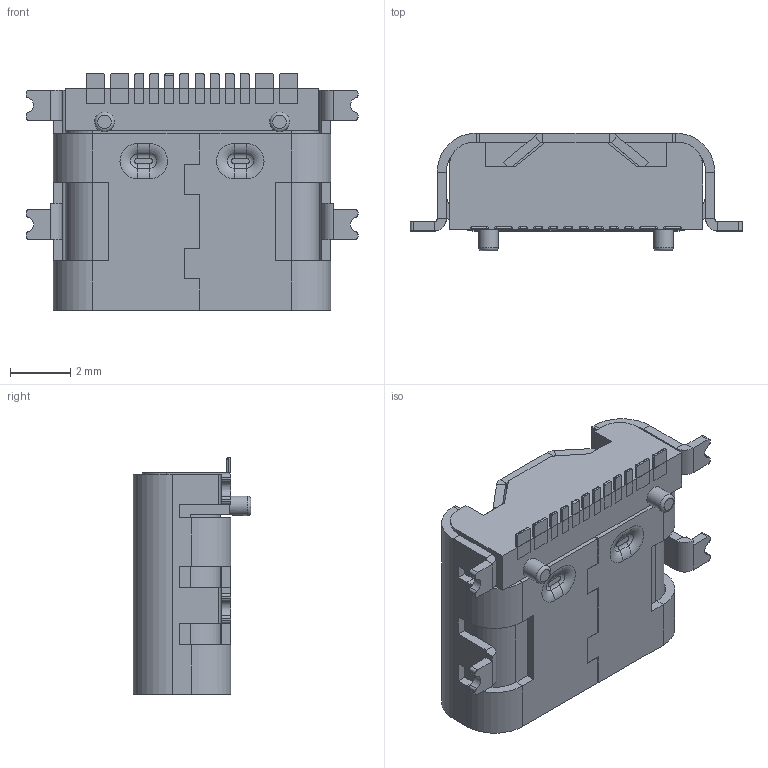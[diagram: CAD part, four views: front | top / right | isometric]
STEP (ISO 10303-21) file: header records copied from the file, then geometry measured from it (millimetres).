
FILE_DESCRIPTION(('FreeCAD Model'),'2;1');
FILE_NAME('Open CASCADE Shape Model','2023-09-27T10:05:27',( 'kicad StepUp'),('ksu MCAD'),'Open CASCADE STEP processor 7.6', 'FreeCAD','Unknown');
FILE_SCHEMA(('AUTOMOTIVE_DESIGN { 1 0 10303 214 1 1 1 1 }'));
Length unit declared in the file: millimetre
Products named in the file (39): USB_type_C_smd_12ps038; USB_type_C_smd_12ps; USB_type_C_smd_12ps001; USB_type_C_smd_12ps002; USB_type_C_smd_12ps003; USB_type_C_smd_12ps004; USB_type_C_smd_12ps005; USB_type_C_smd_12ps006; USB_type_C_smd_12ps007; USB_type_C_smd_12ps008; USB_type_C_smd_12ps009; USB_type_C_smd_12ps010; USB_type_C_smd_12ps011; USB_type_C_smd_12ps012; USB_type_C_smd_12ps013; USB_type_C_smd_12ps014; USB_type_C_smd_12ps015; USB_type_C_smd_12ps016; USB_type_C_smd_12ps017; USB_type_C_smd_12ps018; USB_type_C_smd_12ps019; USB_type_C_smd_12ps020; USB_type_C_smd_12ps021; USB_type_C_smd_12ps022; USB_type_C_smd_12ps023; USB_type_C_smd_12ps024; USB_type_C_smd_12ps025; USB_type_C_smd_12ps026; USB_type_C_smd_12ps027; USB_type_C_smd_12ps028; USB_type_C_smd_12ps029; USB_type_C_smd_12ps030; USB_type_C_smd_12ps031; USB_type_C_smd_12ps032; USB_type_C_smd_12ps033; USB_type_C_smd_12ps034; USB_type_C_smd_12ps035; USB_type_C_smd_12ps036; USB_type_C_smd_12ps037
Assembly tree (38 placements, depth 2):
  USB_type_C_smd_12ps038
    USB_type_C_smd_12ps
    USB_type_C_smd_12ps001
    USB_type_C_smd_12ps002
    USB_type_C_smd_12ps003
    USB_type_C_smd_12ps004
    USB_type_C_smd_12ps005
    USB_type_C_smd_12ps006
    USB_type_C_smd_12ps007
    USB_type_C_smd_12ps008
    USB_type_C_smd_12ps009
    USB_type_C_smd_12ps010
    USB_type_C_smd_12ps011
    USB_type_C_smd_12ps012
    USB_type_C_smd_12ps013
    USB_type_C_smd_12ps014
    USB_type_C_smd_12ps015
    USB_type_C_smd_12ps016
    USB_type_C_smd_12ps017
    USB_type_C_smd_12ps018
    USB_type_C_smd_12ps019
    USB_type_C_smd_12ps020
    USB_type_C_smd_12ps021
    USB_type_C_smd_12ps022
    USB_type_C_smd_12ps023
    USB_type_C_smd_12ps024
    USB_type_C_smd_12ps025
    USB_type_C_smd_12ps026
    USB_type_C_smd_12ps027
    USB_type_C_smd_12ps028
    USB_type_C_smd_12ps029
    USB_type_C_smd_12ps030
    USB_type_C_smd_12ps031
    USB_type_C_smd_12ps032
    USB_type_C_smd_12ps033
    USB_type_C_smd_12ps034
    USB_type_C_smd_12ps035
    USB_type_C_smd_12ps036
    USB_type_C_smd_12ps037
Bounding box: 11 x 3.9 x 7.85 mm (x, y, z)
Volume: 134.2 mm3; surface area: 817.1 mm2
Topology: 38 solids, 38 shells, 641 faces, 1473 edges, 890 vertices
Faces by surface type: plane 410, cylinder 173, sphere 24, torus 18, revolution 16
Full cylindrical faces by diameter (mm): 0.65 x2
Entity records: 18679 total; most frequent: CARTESIAN_POINT 3207, DIRECTION 3111, ORIENTED_EDGE 2898, EDGE_CURVE 1449, LINE 1071, VECTOR 1071, AXIS2_PLACEMENT_3D 1012, VERTEX_POINT 890
